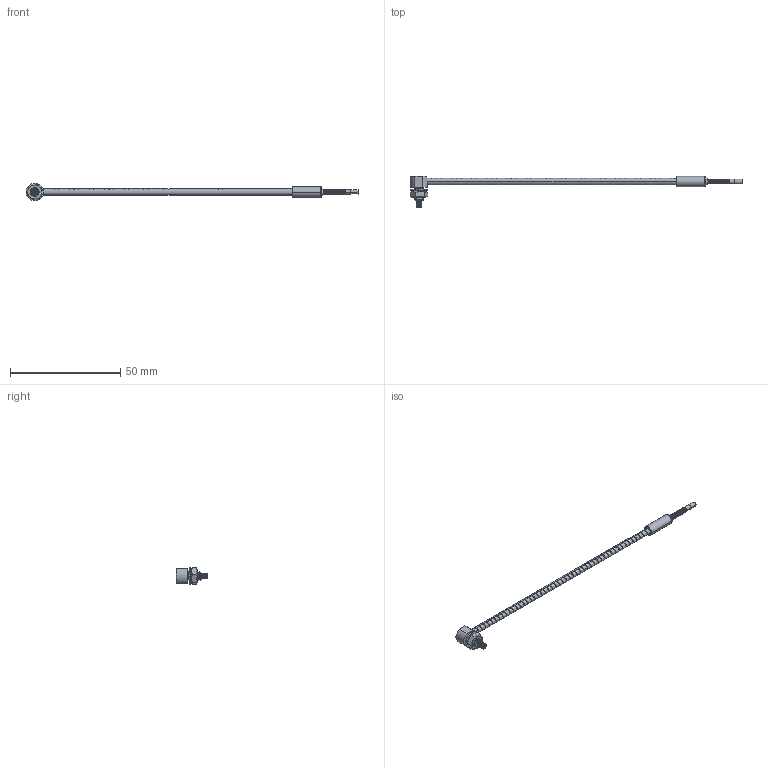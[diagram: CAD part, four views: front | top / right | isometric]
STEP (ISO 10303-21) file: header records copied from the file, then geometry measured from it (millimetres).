
FILE_DESCRIPTION((''),'2;1');
FILE_NAME('161905_ASM','2012-02-17T',('banengservice'),('BANNER ENGINEERING'),'PRO/ENGINEER BY PARAMETRIC TECHNOLOGY CORPORATION, 2009141','PRO/ENGINEER BY PARAMETRIC TECHNOLOGY CORPORATION, 2009141','');
FILE_SCHEMA(('CONFIG_CONTROL_DESIGN'));
Length unit declared in the file: inch
Products named in the file (7): 110532; 58193_AF0; 110533_AF0; 119737; 40845; 40844; 161905_ASM
Assembly tree (6 placements, depth 2):
  161905_ASM
    110532
    58193_AF0
    110533_AF0
    119737
    40845
    40844
Bounding box: 150.9 x 14.5 x 8 mm (x, y, z)
Volume: 1029.2 mm3; surface area: 6373 mm2
Topology: 7 solids, 11 shells, 619 faces, 1326 edges, 722 vertices
Faces by surface type: torus 200, cylinder 150, cone 143, bspline 78, plane 48
Entity records: 32108 total; most frequent: CARTESIAN_POINT 18696, DIRECTION 3014, ORIENTED_EDGE 2634, EDGE_CURVE 1326, AXIS2_PLACEMENT_3D 1285, CIRCLE 725, VERTEX_POINT 722, EDGE_LOOP 630
